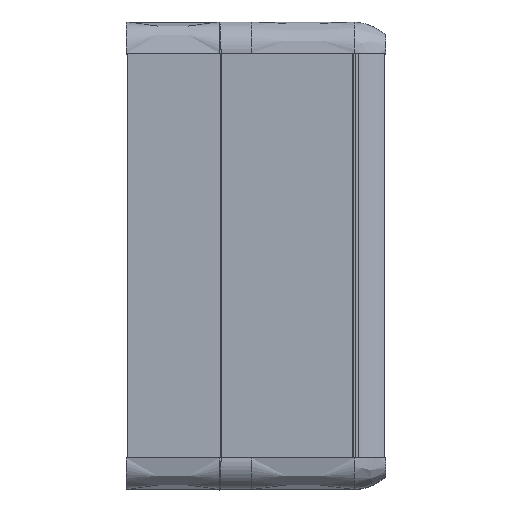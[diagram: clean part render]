
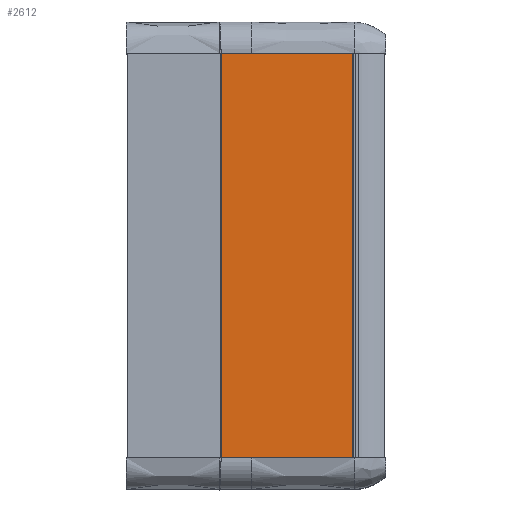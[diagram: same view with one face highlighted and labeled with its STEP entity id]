
A CAD part, top view. The second image highlights one B-rep face of the part: STEP entity #2612.
In plain terms, the highlighted planar face has unit normal (0, 0, 1).
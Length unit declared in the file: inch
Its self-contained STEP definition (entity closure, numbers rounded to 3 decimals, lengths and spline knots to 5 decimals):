
#95 = CARTESIAN_POINT ( 'NONE',  ( 7.47376, 11.03374, -6.96772 ) ) ;
#2612 = ADVANCED_FACE ( 'NONE', ( #38916 ), #31151, .F. ) ;
#4611 = DIRECTION ( 'NONE',  ( 0., 0., -1. ) ) ;
#8153 = DIRECTION ( 'NONE',  ( 0., -1., 0. ) ) ;
#8363 = EDGE_CURVE ( 'NONE', #62106, #67641, #88409, .T. ) ;
#22088 = VERTEX_POINT ( 'NONE', #31035 ) ;
#25564 = ORIENTED_EDGE ( 'NONE', *, *, #37451, .T. ) ;
#28420 = VECTOR ( 'NONE', #39320, 39.37008 ) ;
#28766 = ORIENTED_EDGE ( 'NONE', *, *, #8363, .F. ) ;
#30176 = CARTESIAN_POINT ( 'NONE',  ( 7.47376, -4.20956, -6.96772 ) ) ;
#31035 = CARTESIAN_POINT ( 'NONE',  ( 12.44437, -4.20956, -6.96772 ) ) ;
#31151 = PLANE ( 'NONE',  #81793 ) ;
#35628 = VECTOR ( 'NONE', #8153, 39.37008 ) ;
#37451 = EDGE_CURVE ( 'NONE', #62106, #22088, #66085, .T. ) ;
#38916 = FACE_OUTER_BOUND ( 'NONE', #51958, .T. ) ;
#39320 = DIRECTION ( 'NONE',  ( -1., 0., 0. ) ) ;
#40852 = EDGE_CURVE ( 'NONE', #106468, #67641, #96389, .T. ) ;
#41227 = EDGE_CURVE ( 'NONE', #106468, #22088, #90679, .T. ) ;
#51958 = EDGE_LOOP ( 'NONE', ( #25564, #104232, #106773, #28766 ) ) ;
#54320 = CARTESIAN_POINT ( 'NONE',  ( 12.44437, 11.03374, -6.96772 ) ) ;
#56287 = DIRECTION ( 'NONE',  ( 0., 1., 0. ) ) ;
#57228 = CARTESIAN_POINT ( 'NONE',  ( 7.71982, -4.20956, -6.96772 ) ) ;
#62106 = VERTEX_POINT ( 'NONE', #30176 ) ;
#64932 = CARTESIAN_POINT ( 'NONE',  ( 12.44437, 11.19866, -6.96772 ) ) ;
#66085 = LINE ( 'NONE', #57228, #77596 ) ;
#66165 = CARTESIAN_POINT ( 'NONE',  ( 12.44437, 11.03374, -6.96772 ) ) ;
#67641 = VERTEX_POINT ( 'NONE', #95 ) ;
#73423 = CARTESIAN_POINT ( 'NONE',  ( 7.47376, -0.62334, -6.96772 ) ) ;
#77596 = VECTOR ( 'NONE', #91000, 39.37008 ) ;
#81793 = AXIS2_PLACEMENT_3D ( 'NONE', #64932, #4611, #87656 ) ;
#87656 = DIRECTION ( 'NONE',  ( -1., 0., 0. ) ) ;
#88409 = LINE ( 'NONE', #73423, #108354 ) ;
#90679 = LINE ( 'NONE', #107787, #35628 ) ;
#91000 = DIRECTION ( 'NONE',  ( 1., 0., 0. ) ) ;
#96389 = LINE ( 'NONE', #54320, #28420 ) ;
#104232 = ORIENTED_EDGE ( 'NONE', *, *, #41227, .F. ) ;
#106468 = VERTEX_POINT ( 'NONE', #66165 ) ;
#106773 = ORIENTED_EDGE ( 'NONE', *, *, #40852, .T. ) ;
#107787 = CARTESIAN_POINT ( 'NONE',  ( 12.44437, 11.19866, -6.96772 ) ) ;
#108354 = VECTOR ( 'NONE', #56287, 39.37008 ) ;
